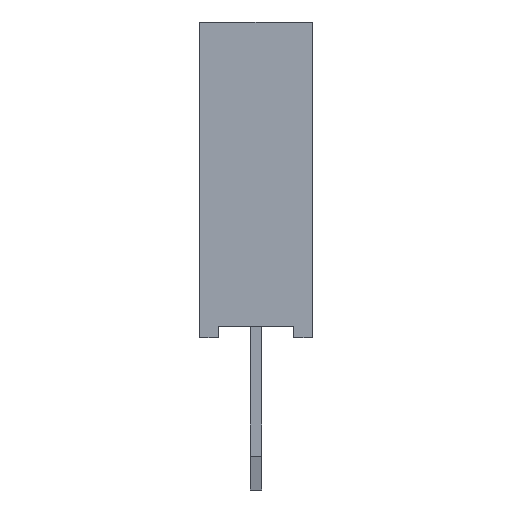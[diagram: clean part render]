
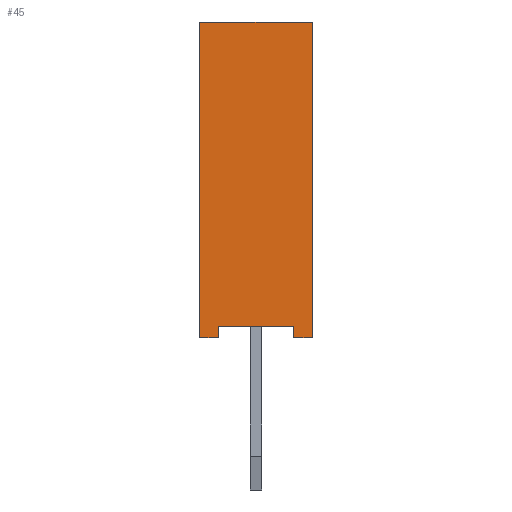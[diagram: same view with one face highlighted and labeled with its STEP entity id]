
A CAD part, front view. The second image highlights one B-rep face of the part: STEP entity #45.
In plain terms, the highlighted planar face has unit normal (0, -1, 0).
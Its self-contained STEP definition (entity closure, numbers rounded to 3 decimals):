
#12=DIRECTION('',(0.,0.,1.));
#20=EDGE_CURVE('',#21,#23,#25,.T.);
#21=VERTEX_POINT('',#22);
#22=CARTESIAN_POINT('',(1.,-59.,0.));
#23=VERTEX_POINT('',#24);
#24=CARTESIAN_POINT('',(1.,-59.,5.6));
#25=LINE('',#22,#26);
#26=VECTOR('',#12,1.);
#33=DIRECTION('',(0.,1.,0.));
#45=ADVANCED_FACE('',(#46),#83,.F.);
#46=FACE_BOUND('',#47,.F.);
#47=EDGE_LOOP('',(#48,#57,#62,#65,#66,#70,#75,#80));
#48=ORIENTED_EDGE('',*,*,#49,.F.);
#49=EDGE_CURVE('',#50,#52,#54,.T.);
#50=VERTEX_POINT('',#51);
#51=CARTESIAN_POINT('',(-1.,-59.,0.));
#52=VERTEX_POINT('',#53);
#53=CARTESIAN_POINT('',(-0.667,-59.,0.));
#54=LINE('',#51,#55);
#55=VECTOR('',#56,1.);
#56=DIRECTION('',(1.,0.,0.));
#57=ORIENTED_EDGE('',*,*,#58,.T.);
#58=EDGE_CURVE('',#50,#59,#61,.T.);
#59=VERTEX_POINT('',#60);
#60=CARTESIAN_POINT('',(-1.,-59.,5.6));
#61=LINE('',#51,#26);
#62=ORIENTED_EDGE('',*,*,#63,.T.);
#63=EDGE_CURVE('',#59,#23,#64,.T.);
#64=LINE('',#60,#55);
#65=ORIENTED_EDGE('',*,*,#20,.F.);
#66=ORIENTED_EDGE('',*,*,#67,.F.);
#67=EDGE_CURVE('',#68,#21,#54,.T.);
#68=VERTEX_POINT('',#69);
#69=CARTESIAN_POINT('',(0.667,-59.,0.));
#70=ORIENTED_EDGE('',*,*,#71,.T.);
#71=EDGE_CURVE('',#68,#72,#74,.T.);
#72=VERTEX_POINT('',#73);
#73=CARTESIAN_POINT('',(0.667,-59.,0.2));
#74=LINE('',#69,#26);
#75=ORIENTED_EDGE('',*,*,#76,.F.);
#76=EDGE_CURVE('',#77,#72,#79,.T.);
#77=VERTEX_POINT('',#78);
#78=CARTESIAN_POINT('',(-0.667,-59.,0.2));
#79=LINE('',#78,#55);
#80=ORIENTED_EDGE('',*,*,#81,.F.);
#81=EDGE_CURVE('',#52,#77,#82,.T.);
#82=LINE('',#53,#26);
#83=PLANE('',#84);
#84=AXIS2_PLACEMENT_3D('',#51,#33,#56);
